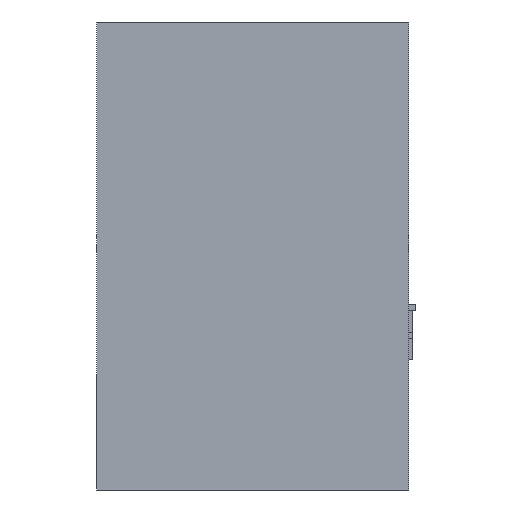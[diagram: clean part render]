
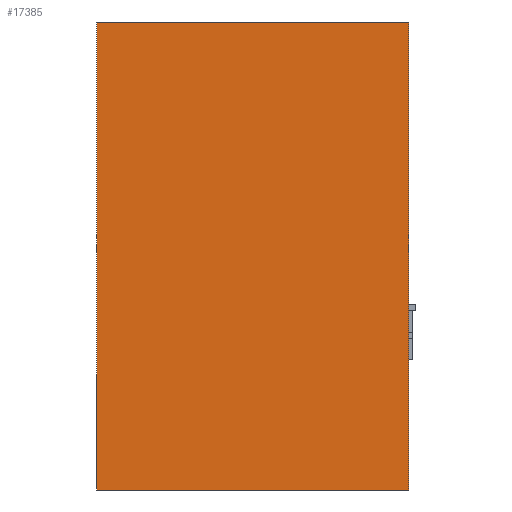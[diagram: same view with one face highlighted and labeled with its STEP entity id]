
A CAD part, front view. The second image highlights one B-rep face of the part: STEP entity #17385.
In plain terms, the highlighted planar face has unit normal (0, -1, 0).
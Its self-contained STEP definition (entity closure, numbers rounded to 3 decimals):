
#1568=FACE_OUTER_BOUND('',#2668,.T.);
#2668=EDGE_LOOP('',(#15922,#15923,#15924,#15925));
#5098=LINE('',#28865,#6976);
#5101=LINE('',#28871,#6979);
#5104=LINE('',#28877,#6982);
#5107=LINE('',#28881,#6985);
#6976=VECTOR('',#23871,10.);
#6979=VECTOR('',#23876,10.);
#6982=VECTOR('',#23881,10.);
#6985=VECTOR('',#23886,10.);
#8610=VERTEX_POINT('',#28862);
#8611=VERTEX_POINT('',#28864);
#8613=VERTEX_POINT('',#28870);
#8615=VERTEX_POINT('',#28876);
#11044=EDGE_CURVE('',#8611,#8610,#5098,.T.);
#11047=EDGE_CURVE('',#8613,#8611,#5101,.T.);
#11050=EDGE_CURVE('',#8615,#8613,#5104,.T.);
#11053=EDGE_CURVE('',#8610,#8615,#5107,.T.);
#15922=ORIENTED_EDGE('',*,*,#11053,.T.);
#15923=ORIENTED_EDGE('',*,*,#11050,.T.);
#15924=ORIENTED_EDGE('',*,*,#11047,.T.);
#15925=ORIENTED_EDGE('',*,*,#11044,.T.);
#16520=PLANE('',#19062);
#17385=ADVANCED_FACE('',(#1568),#16520,.T.);
#19062=AXIS2_PLACEMENT_3D('',#28882,#23887,#23888);
#23871=DIRECTION('',(1.,0.,0.));
#23876=DIRECTION('',(0.,0.,-1.));
#23881=DIRECTION('',(-1.,0.,0.));
#23886=DIRECTION('',(0.,0.,1.));
#23887=DIRECTION('center_axis',(0.,-1.,0.));
#23888=DIRECTION('ref_axis',(0.,0.,-1.));
#28862=CARTESIAN_POINT('',(200.,-163.,-139.));
#28864=CARTESIAN_POINT('',(-200.,-163.,-139.));
#28865=CARTESIAN_POINT('',(200.,-163.,-139.));
#28870=CARTESIAN_POINT('',(-200.,-163.,461.));
#28871=CARTESIAN_POINT('',(-200.,-163.,-139.));
#28876=CARTESIAN_POINT('',(200.,-163.,461.));
#28877=CARTESIAN_POINT('',(-200.,-163.,461.));
#28881=CARTESIAN_POINT('',(200.,-163.,461.));
#28882=CARTESIAN_POINT('Origin',(0.,-163.,161.));
